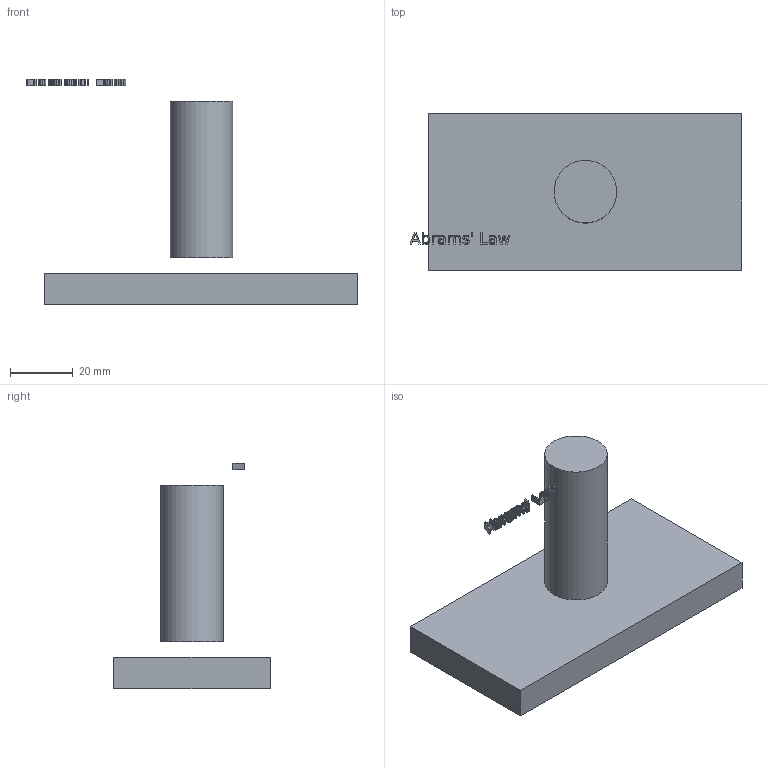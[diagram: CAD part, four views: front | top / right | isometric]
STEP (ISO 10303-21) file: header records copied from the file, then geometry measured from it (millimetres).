
FILE_DESCRIPTION(('Open CASCADE Model'),'2;1');
FILE_NAME('Open CASCADE Shape Model','2024-05-25T14:02:15',('Author'),( 'Open CASCADE'),'Open CASCADE STEP processor 7.7','Open CASCADE 7.7' ,'Unknown');
FILE_SCHEMA(('AUTOMOTIVE_DESIGN { 1 0 10303 214 1 1 1 1 }'));
Length unit declared in the file: millimetre
Products named in the file (13): Open CASCADE STEP translator 7.7 3; Open CASCADE STEP translator 7.7 3.1; Open CASCADE STEP translator 7.7 3.2; Open CASCADE STEP translator 7.7 3.3; Open CASCADE STEP translator 7.7 3.4; Open CASCADE STEP translator 7.7 3.5; Open CASCADE STEP translator 7.7 3.6; Open CASCADE STEP translator 7.7 3.7; Open CASCADE STEP translator 7.7 3.8; Open CASCADE STEP translator 7.7 3.9; Open CASCADE STEP translator 7.7 3.10; Open CASCADE STEP translator 7.7 3.11; Open CASCADE STEP translator 7.7 3.12
Assembly tree (12 placements, depth 2):
  Open CASCADE STEP translator 7.7 3
    Open CASCADE STEP translator 7.7 3.1
    Open CASCADE STEP translator 7.7 3.2
    Open CASCADE STEP translator 7.7 3.3
    Open CASCADE STEP translator 7.7 3.4
    Open CASCADE STEP translator 7.7 3.5
    Open CASCADE STEP translator 7.7 3.6
    Open CASCADE STEP translator 7.7 3.7
    Open CASCADE STEP translator 7.7 3.8
    Open CASCADE STEP translator 7.7 3.9
    Open CASCADE STEP translator 7.7 3.10
    Open CASCADE STEP translator 7.7 3.11
    Open CASCADE STEP translator 7.7 3.12
Bounding box: 106.01 x 50 x 72 mm (x, y, z)
Volume: 65770.5 mm3; surface area: 17139.6 mm2
Topology: 12 solids, 12 shells, 209 faces, 555 edges, 370 vertices
Faces by surface type: plane 104, extrusion 104, cylinder 1
Full cylindrical faces by diameter (mm): 20 x1
Entity records: 13994 total; most frequent: CARTESIAN_POINT 3297, DIRECTION 1591, VECTOR 1349, LINE 1245, ORIENTED_EDGE 1110, PCURVE 1110, DEFINITIONAL_REPRESENTATION 1110, EDGE_CURVE 555
